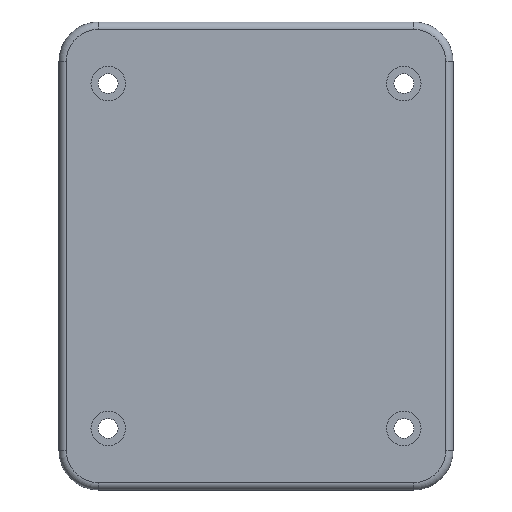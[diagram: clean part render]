
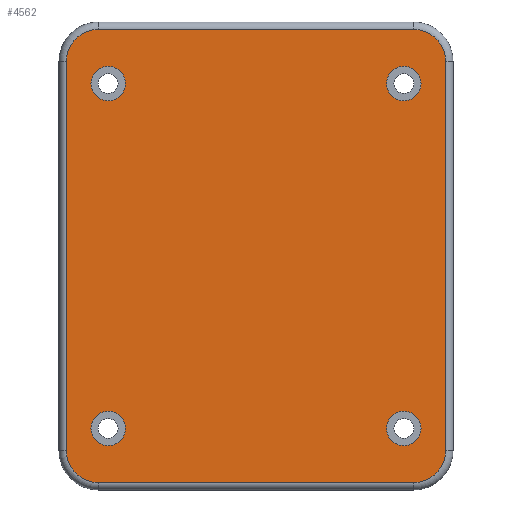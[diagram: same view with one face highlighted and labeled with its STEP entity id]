
A CAD part, left-side view. The second image highlights one B-rep face of the part: STEP entity #4562.
In plain terms, the highlighted planar face has unit normal (-1, 0, 0).
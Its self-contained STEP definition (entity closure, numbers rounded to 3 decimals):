
#762=DIRECTION('',(0.,-1.,0.));
#763=VECTOR('',#762,64.);
#764=CARTESIAN_POINT('',(0.,32.,46.));
#765=LINE('',#764,#763);
#785=DIRECTION('',(0.,0.,1.));
#786=VECTOR('',#785,79.);
#787=CARTESIAN_POINT('',(0.,38.5,-39.5));
#788=LINE('',#787,#786);
#808=DIRECTION('',(0.,1.,0.));
#809=VECTOR('',#808,64.);
#810=CARTESIAN_POINT('',(0.,-32.,-46.));
#811=LINE('',#810,#809);
#831=DIRECTION('',(0.,0.,-1.));
#832=VECTOR('',#831,79.);
#833=CARTESIAN_POINT('',(0.,-38.5,39.5));
#834=LINE('',#833,#832);
#886=CARTESIAN_POINT('',(0.,32.,39.5));
#887=DIRECTION('',(-1.,0.,0.));
#888=DIRECTION('',(0.,0.,1.));
#889=AXIS2_PLACEMENT_3D('',#886,#887,#888);
#891=CARTESIAN_POINT('',(0.,-32.,39.5));
#892=DIRECTION('',(-1.,0.,0.));
#893=DIRECTION('',(0.,-1.,0.));
#894=AXIS2_PLACEMENT_3D('',#891,#892,#893);
#896=CARTESIAN_POINT('',(0.,-32.,-39.5));
#897=DIRECTION('',(-1.,0.,0.));
#898=DIRECTION('',(0.,0.,-1.));
#899=AXIS2_PLACEMENT_3D('',#896,#897,#898);
#901=CARTESIAN_POINT('',(0.,32.,-39.5));
#902=DIRECTION('',(-1.,0.,0.));
#903=DIRECTION('',(0.,1.,0.));
#904=AXIS2_PLACEMENT_3D('',#901,#902,#903);
#906=CARTESIAN_POINT('',(0.,30.,-35.));
#907=DIRECTION('',(1.,0.,0.));
#908=DIRECTION('',(0.,-1.,0.));
#909=AXIS2_PLACEMENT_3D('',#906,#907,#908);
#911=CARTESIAN_POINT('',(0.,30.,-35.));
#912=DIRECTION('',(1.,0.,0.));
#913=DIRECTION('',(0.,1.,0.));
#914=AXIS2_PLACEMENT_3D('',#911,#912,#913);
#916=CARTESIAN_POINT('',(0.,-30.,-35.));
#917=DIRECTION('',(1.,0.,0.));
#918=DIRECTION('',(0.,-1.,0.));
#919=AXIS2_PLACEMENT_3D('',#916,#917,#918);
#921=CARTESIAN_POINT('',(0.,-30.,-35.));
#922=DIRECTION('',(1.,0.,0.));
#923=DIRECTION('',(0.,1.,0.));
#924=AXIS2_PLACEMENT_3D('',#921,#922,#923);
#926=CARTESIAN_POINT('',(0.,-30.,35.));
#927=DIRECTION('',(1.,0.,0.));
#928=DIRECTION('',(0.,-1.,0.));
#929=AXIS2_PLACEMENT_3D('',#926,#927,#928);
#931=CARTESIAN_POINT('',(0.,-30.,35.));
#932=DIRECTION('',(1.,0.,0.));
#933=DIRECTION('',(0.,1.,0.));
#934=AXIS2_PLACEMENT_3D('',#931,#932,#933);
#936=CARTESIAN_POINT('',(0.,30.,35.));
#937=DIRECTION('',(1.,0.,0.));
#938=DIRECTION('',(0.,-1.,0.));
#939=AXIS2_PLACEMENT_3D('',#936,#937,#938);
#941=CARTESIAN_POINT('',(0.,30.,35.));
#942=DIRECTION('',(1.,0.,0.));
#943=DIRECTION('',(0.,1.,0.));
#944=AXIS2_PLACEMENT_3D('',#941,#942,#943);
#3502=CARTESIAN_POINT('',(0.,-33.5,-35.));
#3503=VERTEX_POINT('',#3502);
#3504=CARTESIAN_POINT('',(0.,-26.5,-35.));
#3505=VERTEX_POINT('',#3504);
#3506=CARTESIAN_POINT('',(0.,32.,46.));
#3507=VERTEX_POINT('',#3506);
#3508=CARTESIAN_POINT('',(0.,-32.,46.));
#3509=VERTEX_POINT('',#3508);
#3510=CARTESIAN_POINT('',(0.,-38.5,39.5));
#3511=VERTEX_POINT('',#3510);
#3512=CARTESIAN_POINT('',(0.,-38.5,-39.5));
#3513=VERTEX_POINT('',#3512);
#3514=CARTESIAN_POINT('',(0.,-32.,-46.));
#3515=VERTEX_POINT('',#3514);
#3516=CARTESIAN_POINT('',(0.,32.,-46.));
#3517=VERTEX_POINT('',#3516);
#3518=CARTESIAN_POINT('',(0.,38.5,-39.5));
#3519=VERTEX_POINT('',#3518);
#3520=CARTESIAN_POINT('',(0.,38.5,39.5));
#3521=VERTEX_POINT('',#3520);
#3558=CARTESIAN_POINT('',(0.,26.5,-35.));
#3559=CARTESIAN_POINT('',(0.,33.5,-35.));
#3560=VERTEX_POINT('',#3558);
#3561=VERTEX_POINT('',#3559);
#3562=CARTESIAN_POINT('',(0.,-33.5,35.));
#3563=CARTESIAN_POINT('',(0.,-26.5,35.));
#3564=VERTEX_POINT('',#3562);
#3565=VERTEX_POINT('',#3563);
#3566=CARTESIAN_POINT('',(0.,26.5,35.));
#3567=CARTESIAN_POINT('',(0.,33.5,35.));
#3568=VERTEX_POINT('',#3566);
#3569=VERTEX_POINT('',#3567);
#4523=CARTESIAN_POINT('',(0.,0.,0.));
#4524=DIRECTION('',(1.,0.,0.));
#4525=DIRECTION('',(0.,1.,0.));
#4526=AXIS2_PLACEMENT_3D('',#4523,#4524,#4525);
#4527=PLANE('',#4526);
#4528=ORIENTED_EDGE('',*,*,#4352,.F.);
#4529=ORIENTED_EDGE('',*,*,#4338,.T.);
#4530=ORIENTED_EDGE('',*,*,#4441,.F.);
#4531=ORIENTED_EDGE('',*,*,#4427,.T.);
#4532=ORIENTED_EDGE('',*,*,#4412,.F.);
#4533=ORIENTED_EDGE('',*,*,#4397,.T.);
#4534=ORIENTED_EDGE('',*,*,#4382,.F.);
#4535=ORIENTED_EDGE('',*,*,#4367,.T.);
#4536=EDGE_LOOP('',(#4528,#4529,#4530,#4531,#4532,#4533,#4534,#4535));
#4537=FACE_OUTER_BOUND('',#4536,.F.);
#4539=ORIENTED_EDGE('',*,*,#4538,.F.);
#4541=ORIENTED_EDGE('',*,*,#4540,.F.);
#4542=EDGE_LOOP('',(#4539,#4541));
#4543=FACE_BOUND('',#4542,.F.);
#4545=ORIENTED_EDGE('',*,*,#4544,.F.);
#4547=ORIENTED_EDGE('',*,*,#4546,.F.);
#4548=EDGE_LOOP('',(#4545,#4547));
#4549=FACE_BOUND('',#4548,.F.);
#4551=ORIENTED_EDGE('',*,*,#4550,.F.);
#4553=ORIENTED_EDGE('',*,*,#4552,.F.);
#4554=EDGE_LOOP('',(#4551,#4553));
#4555=FACE_BOUND('',#4554,.F.);
#4557=ORIENTED_EDGE('',*,*,#4556,.F.);
#4559=ORIENTED_EDGE('',*,*,#4558,.F.);
#4560=EDGE_LOOP('',(#4557,#4559));
#4561=FACE_BOUND('',#4560,.F.);
#4562=ADVANCED_FACE('',(#4537,#4543,#4549,#4555,#4561),#4527,.F.);
#890=CIRCLE('',#889,6.5);
#895=CIRCLE('',#894,6.5);
#900=CIRCLE('',#899,6.5);
#905=CIRCLE('',#904,6.5);
#910=CIRCLE('',#909,3.5);
#915=CIRCLE('',#914,3.5);
#920=CIRCLE('',#919,3.5);
#925=CIRCLE('',#924,3.5);
#930=CIRCLE('',#929,3.5);
#935=CIRCLE('',#934,3.5);
#940=CIRCLE('',#939,3.5);
#945=CIRCLE('',#944,3.5);
#4338=EDGE_CURVE('',#3507,#3509,#765,.T.);
#4352=EDGE_CURVE('',#3507,#3521,#890,.T.);
#4367=EDGE_CURVE('',#3519,#3521,#788,.T.);
#4382=EDGE_CURVE('',#3519,#3517,#905,.T.);
#4397=EDGE_CURVE('',#3515,#3517,#811,.T.);
#4412=EDGE_CURVE('',#3515,#3513,#900,.T.);
#4427=EDGE_CURVE('',#3511,#3513,#834,.T.);
#4441=EDGE_CURVE('',#3511,#3509,#895,.T.);
#4538=EDGE_CURVE('',#3560,#3561,#910,.T.);
#4540=EDGE_CURVE('',#3561,#3560,#915,.T.);
#4544=EDGE_CURVE('',#3503,#3505,#920,.T.);
#4546=EDGE_CURVE('',#3505,#3503,#925,.T.);
#4550=EDGE_CURVE('',#3564,#3565,#930,.T.);
#4552=EDGE_CURVE('',#3565,#3564,#935,.T.);
#4556=EDGE_CURVE('',#3568,#3569,#940,.T.);
#4558=EDGE_CURVE('',#3569,#3568,#945,.T.);
